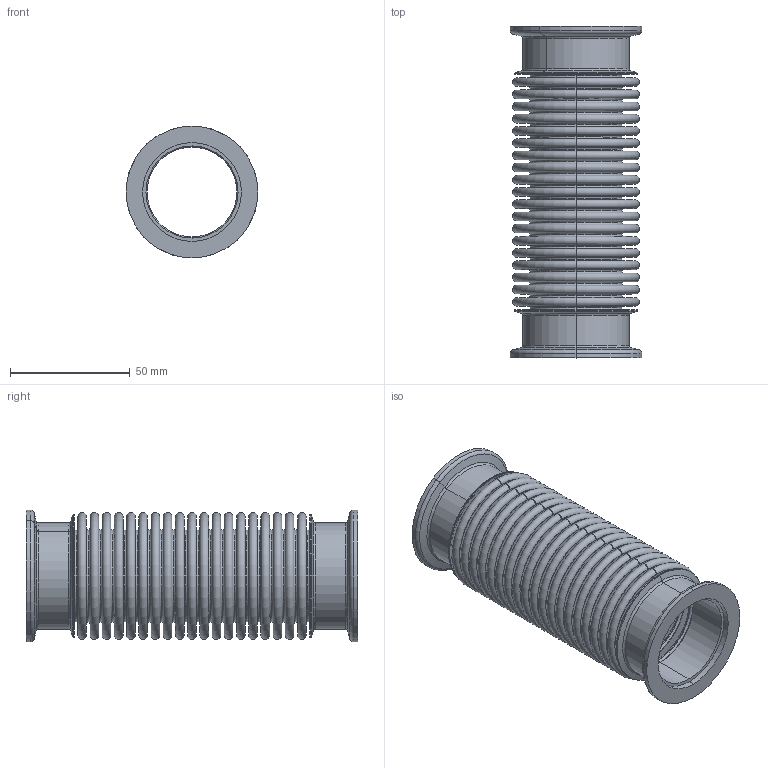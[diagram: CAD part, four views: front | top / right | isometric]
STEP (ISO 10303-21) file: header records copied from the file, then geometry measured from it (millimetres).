
FILE_DESCRIPTION (( 'STEP AP214' ), '1' );
FILE_NAME ('Hositrad_KX40-138.STEP', '2014-09-23T10:53:36', ( '' ), ( '' ), 'SwSTEP 2.0', 'SolidWorks 2014', '' );
FILE_SCHEMA (( 'AUTOMOTIVE_DESIGN' ));
Length unit declared in the file: millimetre
Products named in the file (3): KF40-stub; HydroFormedBellow-53-38-L101; Hositrad_KX40-138
Assembly tree (3 placements, depth 2):
  Hositrad_KX40-138
    HydroFormedBellow-53-38-L101
    KF40-stub  x2
Bounding box: 55 x 138.6 x 55 mm (x, y, z)
Volume: 36068.4 mm3; surface area: 117447.1 mm2
Topology: 3 solids, 3 shells, 372 faces, 744 edges, 460 vertices
Faces by surface type: torus 248, plane 88, cylinder 24, cone 12
Entity records: 9442 total; most frequent: DIRECTION 2068, CARTESIAN_POINT 1474, ORIENTED_EDGE 1384, AXIS2_PLACEMENT_3D 1024, EDGE_CURVE 692, CIRCLE 672, EDGE_LOOP 430, VERTEX_POINT 430
